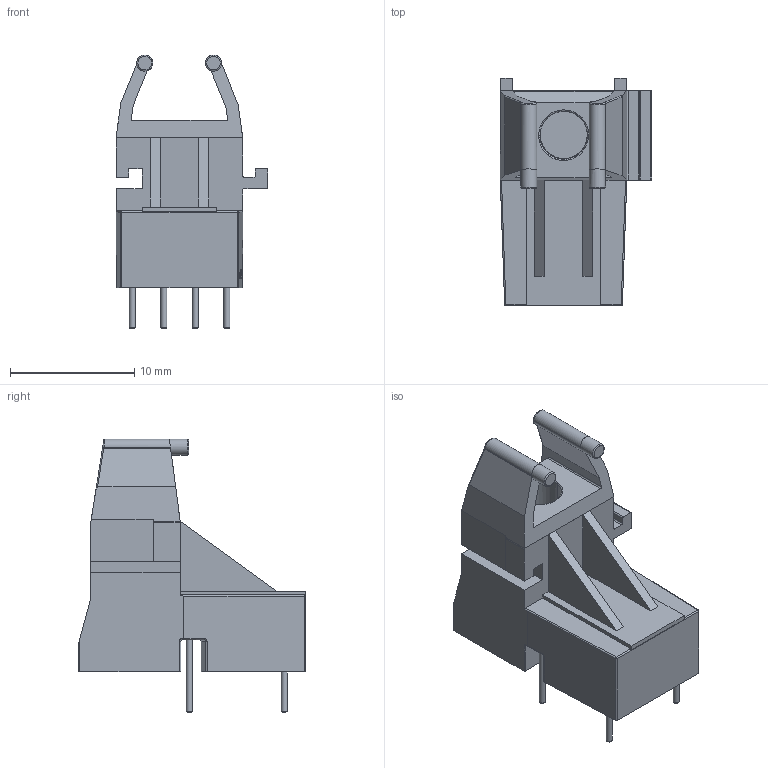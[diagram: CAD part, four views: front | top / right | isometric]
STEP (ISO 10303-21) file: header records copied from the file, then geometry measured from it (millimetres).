
FILE_DESCRIPTION(/* description */ (''),/* implementation_level */ '2;1');
FILE_NAME(/* name */ 'Final.stp',/* time_stamp */ '2020-03-19T10:38:45+02:00',/* author */ ('Karem'),/* organization */ (''),/* preprocessor_version */ 'ST-DEVELOPER v15.6',/* originating_system */ 'Autodesk Inventor 2015',/* authorisation */ '');
FILE_SCHEMA (('AUTOMOTIVE_DESIGN { 1 0 10303 214 3 1 1 }'));
Products named in the file (5): 1; 2; Avago Logo adjustable
Bounding box: 12.21 x 18.29 x 22.05 mm (x, y, z)
Volume: 1564.4 mm3; surface area: 1551.2 mm2
Topology: 13 solids, 13 shells, 230 faces, 587 edges, 385 vertices
Faces by surface type: plane 149, cylinder 62, bspline 6, cone 6, torus 5, sphere 2
Full cylindrical faces by diameter (mm): 0.5 x6, 0.574 x1, 1.3 x2, 3.8 x1
Entity records: 7306 total; most frequent: CARTESIAN_POINT 1555, DIRECTION 1162, ORIENTED_EDGE 1136, EDGE_CURVE 568, LINE 406, VECTOR 406, VERTEX_POINT 384, AXIS2_PLACEMENT_3D 378
